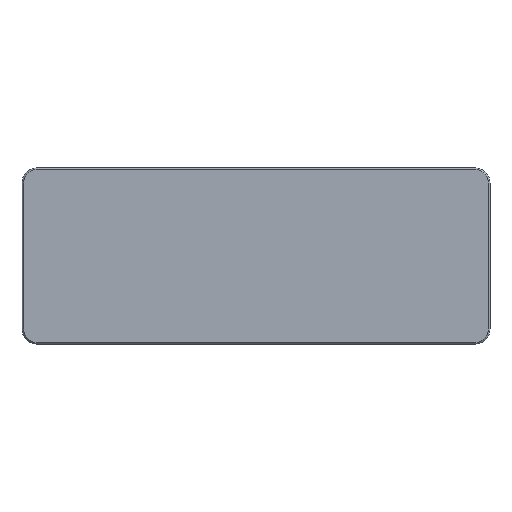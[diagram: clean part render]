
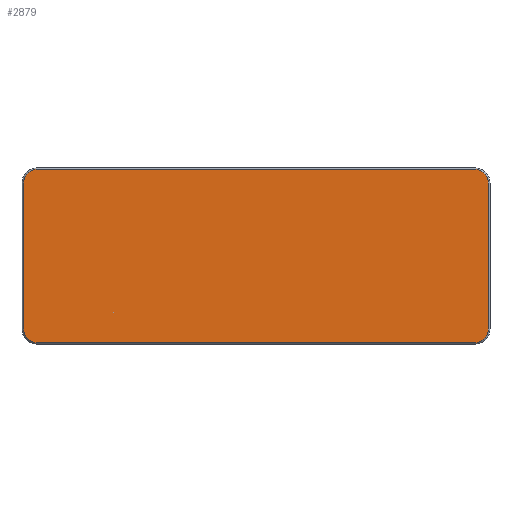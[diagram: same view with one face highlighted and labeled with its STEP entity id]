
A CAD part, front view. The second image highlights one B-rep face of the part: STEP entity #2879.
In plain terms, the highlighted planar face has unit normal (0, -1, 0).
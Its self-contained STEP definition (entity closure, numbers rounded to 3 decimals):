
#175=CIRCLE('',#3054,1.8);
#177=CIRCLE('',#3058,1.8);
#179=CIRCLE('',#3062,1.8);
#181=CIRCLE('',#3066,1.8);
#324=FACE_OUTER_BOUND('',#506,.T.);
#506=EDGE_LOOP('',(#1956,#1957,#1958,#1959,#1960,#1961,#1962,#1963));
#681=LINE('',#4288,#941);
#685=LINE('',#4300,#945);
#689=LINE('',#4312,#949);
#693=LINE('',#4324,#953);
#941=VECTOR('',#3380,57.);
#945=VECTOR('',#3392,19.);
#949=VECTOR('',#3404,57.);
#953=VECTOR('',#3416,19.);
#1198=VERTEX_POINT('',#4281);
#1201=VERTEX_POINT('',#4286);
#1202=VERTEX_POINT('',#4290);
#1204=VERTEX_POINT('',#4296);
#1206=VERTEX_POINT('',#4302);
#1208=VERTEX_POINT('',#4308);
#1210=VERTEX_POINT('',#4314);
#1212=VERTEX_POINT('',#4320);
#1467=EDGE_CURVE('',#1201,#1198,#681,.T.);
#1470=EDGE_CURVE('',#1198,#1202,#175,.T.);
#1473=EDGE_CURVE('',#1202,#1204,#685,.T.);
#1476=EDGE_CURVE('',#1204,#1206,#177,.T.);
#1479=EDGE_CURVE('',#1206,#1208,#689,.T.);
#1482=EDGE_CURVE('',#1208,#1210,#179,.T.);
#1485=EDGE_CURVE('',#1210,#1212,#693,.T.);
#1487=EDGE_CURVE('',#1212,#1201,#181,.T.);
#1956=ORIENTED_EDGE('',*,*,#1467,.F.);
#1957=ORIENTED_EDGE('',*,*,#1487,.F.);
#1958=ORIENTED_EDGE('',*,*,#1485,.F.);
#1959=ORIENTED_EDGE('',*,*,#1482,.F.);
#1960=ORIENTED_EDGE('',*,*,#1479,.F.);
#1961=ORIENTED_EDGE('',*,*,#1476,.F.);
#1962=ORIENTED_EDGE('',*,*,#1473,.F.);
#1963=ORIENTED_EDGE('',*,*,#1470,.F.);
#2802=PLANE('',#3073);
#2879=ADVANCED_FACE('',(#324),#2802,.F.);
#3054=AXIS2_PLACEMENT_3D('',#4294,#3386,#3387);
#3058=AXIS2_PLACEMENT_3D('',#4306,#3398,#3399);
#3062=AXIS2_PLACEMENT_3D('',#4318,#3410,#3411);
#3066=AXIS2_PLACEMENT_3D('',#4327,#3421,#3422);
#3073=AXIS2_PLACEMENT_3D('',#4346,#3442,#3443);
#3380=DIRECTION('',(1.,0.,0.));
#3386=DIRECTION('center_axis',(0.,1.,0.));
#3387=DIRECTION('ref_axis',(0.707,0.,0.707));
#3392=DIRECTION('',(0.,0.,-1.));
#3398=DIRECTION('center_axis',(0.,1.,0.));
#3399=DIRECTION('ref_axis',(0.707,0.,-0.707));
#3404=DIRECTION('',(-1.,0.,0.));
#3410=DIRECTION('center_axis',(0.,1.,0.));
#3411=DIRECTION('ref_axis',(-0.707,0.,-0.707));
#3416=DIRECTION('',(0.,0.,1.));
#3421=DIRECTION('center_axis',(0.,1.,0.));
#3422=DIRECTION('ref_axis',(-0.707,0.,0.707));
#3442=DIRECTION('center_axis',(0.,1.,0.));
#3443=DIRECTION('ref_axis',(0.,0.,1.));
#4281=CARTESIAN_POINT('',(28.5,0.,11.3));
#4286=CARTESIAN_POINT('',(-28.5,0.,11.3));
#4288=CARTESIAN_POINT('',(-15.25,0.,11.3));
#4290=CARTESIAN_POINT('',(30.3,0.,9.5));
#4294=CARTESIAN_POINT('Origin',(28.5,0.,9.5));
#4296=CARTESIAN_POINT('',(30.3,0.,-9.5));
#4300=CARTESIAN_POINT('',(30.3,0.,5.75));
#4302=CARTESIAN_POINT('',(28.5,0.,-11.3));
#4306=CARTESIAN_POINT('Origin',(28.5,0.,-9.5));
#4308=CARTESIAN_POINT('',(-28.5,0.,-11.3));
#4312=CARTESIAN_POINT('',(15.25,0.,-11.3));
#4314=CARTESIAN_POINT('',(-30.3,0.,-9.5));
#4318=CARTESIAN_POINT('Origin',(-28.5,0.,-9.5));
#4320=CARTESIAN_POINT('',(-30.3,0.,9.5));
#4324=CARTESIAN_POINT('',(-30.3,0.,-5.75));
#4327=CARTESIAN_POINT('Origin',(-28.5,0.,9.5));
#4346=CARTESIAN_POINT('Origin',(0.,0.,0.));
